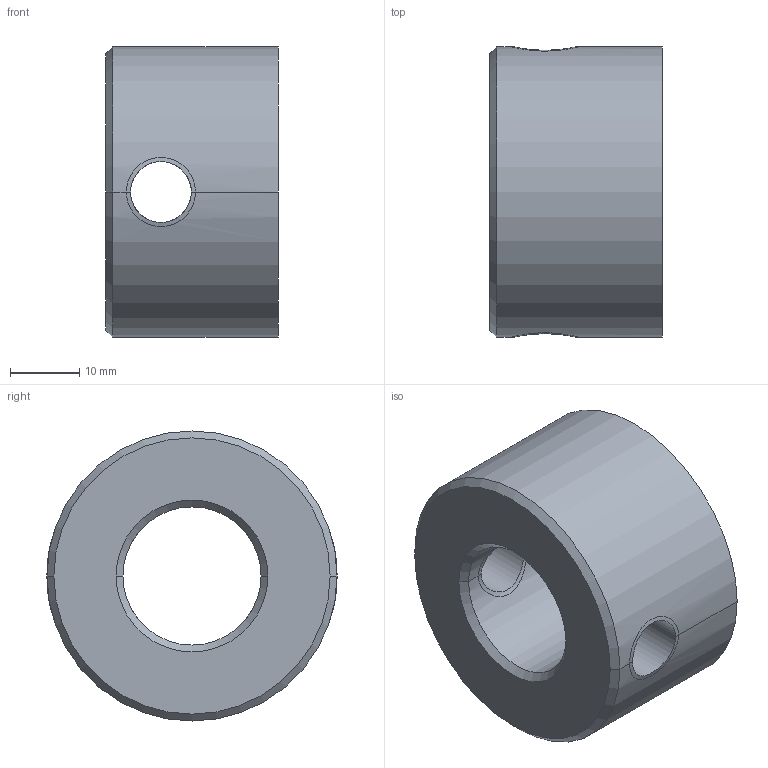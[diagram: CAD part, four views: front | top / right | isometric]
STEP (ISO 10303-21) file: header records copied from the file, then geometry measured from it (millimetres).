
FILE_DESCRIPTION((''),'2;1');
FILE_NAME('200-ANJOU_MEC0002_BRAS_TELESCOP','2024-02-03T21:36:51',('lucie'),('INSA'),'CREO PARAMETRIC BY PTC INC, 2022014','CREO PARAMETRIC BY PTC INC, 2022014','');
FILE_SCHEMA(('CONFIG_CONTROL_DESIGN'));
Length unit declared in the file: millimetre
Products named in the file (1): 200-ANJOU_MEC0002_BRAS_TELESCOP
Bounding box: 25 x 42 x 42 mm (x, y, z)
Volume: 25330.5 mm3; surface area: 7987.5 mm2
Topology: 1 solids, 3 shells, 18 faces, 48 edges, 28 vertices
Faces by surface type: cylinder 12, cone 4, plane 2
Entity records: 2620 total; most frequent: CARTESIAN_POINT 2147, ORIENTED_EDGE 88, DIRECTION 82, EDGE_CURVE 48, AXIS2_PLACEMENT_3D 31, VERTEX_POINT 28, VECTOR 20, LINE 20
